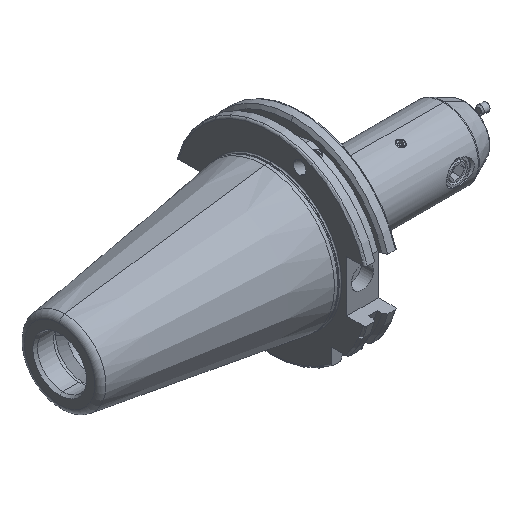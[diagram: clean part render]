
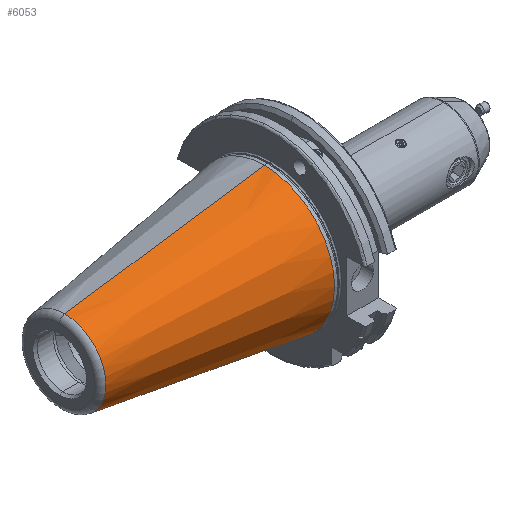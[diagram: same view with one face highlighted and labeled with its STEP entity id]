
A CAD part, isometric view. The second image highlights one B-rep face of the part: STEP entity #6053.
In plain terms, the highlighted conical face has half-angle 8.297 degrees and reference radius 34.925 mm.
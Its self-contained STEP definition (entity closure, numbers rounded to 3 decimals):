
#4004 = DIRECTION ( 'NONE',  ( 0., 0., 1. ) ) ;
#4005 = DIRECTION ( 'NONE',  ( 1., 0., 0. ) ) ;
#4006 = AXIS2_PLACEMENT_3D ( 'NONE', #4008, #4005, #4004 ) ;
#4008 = CARTESIAN_POINT ( 'NONE',  ( 0., 0., 0. ) ) ;
#4009 = CONICAL_SURFACE ( 'NONE', #4006, 34.925, 0.145 ) ;
#4010 = FACE_OUTER_BOUND ( 'NONE', #6045, .T. ) ;
#4011 = CARTESIAN_POINT ( 'NONE',  ( -99.183, 0., -20.461 ) ) ;
#4024 = CARTESIAN_POINT ( 'NONE',  ( -99.183, 0., 20.461 ) ) ;
#4045 = DIRECTION ( 'NONE',  ( 0., 0., -1. ) ) ;
#4046 = DIRECTION ( 'NONE',  ( -1., 0., 0. ) ) ;
#4047 = CARTESIAN_POINT ( 'NONE',  ( 0., 0., 0. ) ) ;
#4048 = AXIS2_PLACEMENT_3D ( 'NONE', #4047, #4046, #4045 ) ;
#4049 = CIRCLE ( 'NONE', #4048, 34.925 ) ;
#4051 = CARTESIAN_POINT ( 'NONE',  ( 0., 0., 34.925 ) ) ;
#4052 = CARTESIAN_POINT ( 'NONE',  ( 0., 0., -34.925 ) ) ;
#4065 = DIRECTION ( 'NONE',  ( 0., 0., -1. ) ) ;
#4066 = DIRECTION ( 'NONE',  ( -1., 0., 0. ) ) ;
#4067 = CARTESIAN_POINT ( 'NONE',  ( -99.183, 0., 0. ) ) ;
#4068 = AXIS2_PLACEMENT_3D ( 'NONE', #4067, #4066, #4065 ) ;
#4069 = CIRCLE ( 'NONE', #4068, 20.461 ) ;
#4096 = DIRECTION ( 'NONE',  ( 0.99, 0., -0.144 ) ) ;
#4097 = VECTOR ( 'NONE', #4096, 1000. ) ;
#4098 = CARTESIAN_POINT ( 'NONE',  ( 0., 0., -34.925 ) ) ;
#4099 = LINE ( 'NONE', #4098, #4097 ) ;
#4101 = DIRECTION ( 'NONE',  ( 0.99, 0., 0.144 ) ) ;
#4102 = VECTOR ( 'NONE', #4101, 1000. ) ;
#4103 = CARTESIAN_POINT ( 'NONE',  ( 0., 0., 34.925 ) ) ;
#4104 = LINE ( 'NONE', #4103, #4102 ) ;
#6002 = ORIENTED_EDGE ( 'NONE', *, *, #6074, .T. ) ;
#6044 = VERTEX_POINT ( 'NONE', #4024 ) ;
#6045 = EDGE_LOOP ( 'NONE', ( #6046, #6002, #6067, #6069 ) ) ;
#6046 = ORIENTED_EDGE ( 'NONE', *, *, #6056, .F. ) ;
#6051 = VERTEX_POINT ( 'NONE', #4011 ) ;
#6053 = ADVANCED_FACE ( 'NONE', ( #4010 ), #4009, .T. ) ;
#6056 = EDGE_CURVE ( 'NONE', #6051, #6044, #4069, .T. ) ;
#6062 = VERTEX_POINT ( 'NONE', #4052 ) ;
#6063 = VERTEX_POINT ( 'NONE', #4051 ) ;
#6064 = EDGE_CURVE ( 'NONE', #6062, #6063, #4049, .T. ) ;
#6067 = ORIENTED_EDGE ( 'NONE', *, *, #6064, .T. ) ;
#6069 = ORIENTED_EDGE ( 'NONE', *, *, #6073, .F. ) ;
#6073 = EDGE_CURVE ( 'NONE', #6044, #6063, #4104, .T. ) ;
#6074 = EDGE_CURVE ( 'NONE', #6051, #6062, #4099, .T. ) ;
